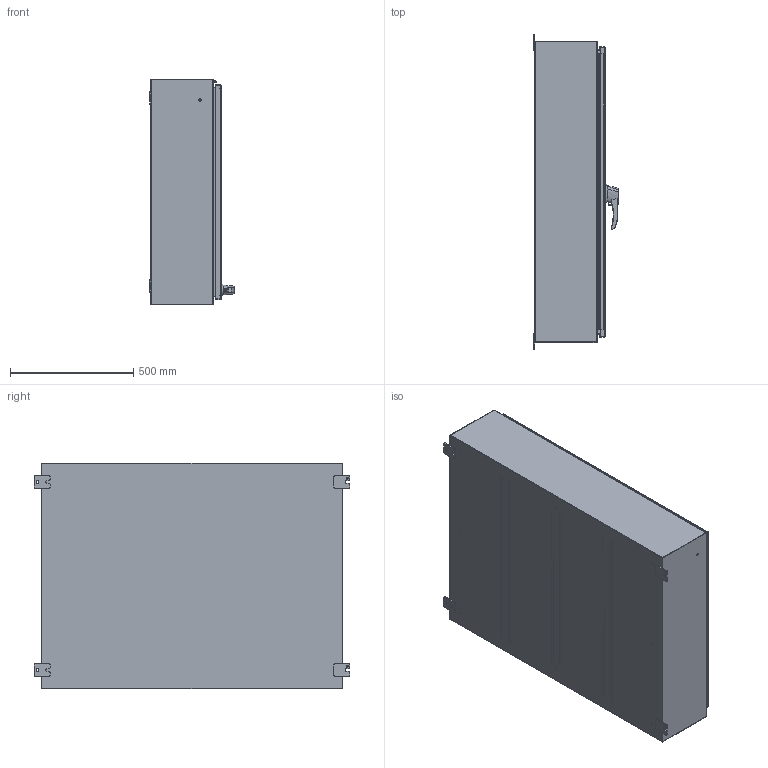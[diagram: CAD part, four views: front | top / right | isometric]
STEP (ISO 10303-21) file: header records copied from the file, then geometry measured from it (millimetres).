
FILE_DESCRIPTION (( 'STEP AP214' ), '1' );
FILE_NAME ('HW483610GYHK.STEP', '2019-07-29T13:54:38', ( '' ), ( '' ), 'SwSTEP 2.0', 'SolidWorks 2018', '' );
FILE_SCHEMA (( 'AUTOMOTIVE_DESIGN' ));
Length unit declared in the file: inch
Products named in the file (1): HW483610GYHK
Bounding box: 343.79 x 1276.35 x 914.4 mm (x, y, z)
Volume: 8194506.6 mm3; surface area: 8000811.3 mm2
Topology: 49 solids, 50 shells, 1635 faces, 4132 edges, 2646 vertices
Faces by surface type: plane 754, cylinder 686, bspline 123, cone 72
Entity records: 107925 total; most frequent: CARTESIAN_POINT 47219, ORIENTED_EDGE 8252, DIRECTION 7986, EDGE_CURVE 4126, AXIS2_PLACEMENT_3D 2823, VERTEX_POINT 2646, VECTOR 2340, LINE 2340
